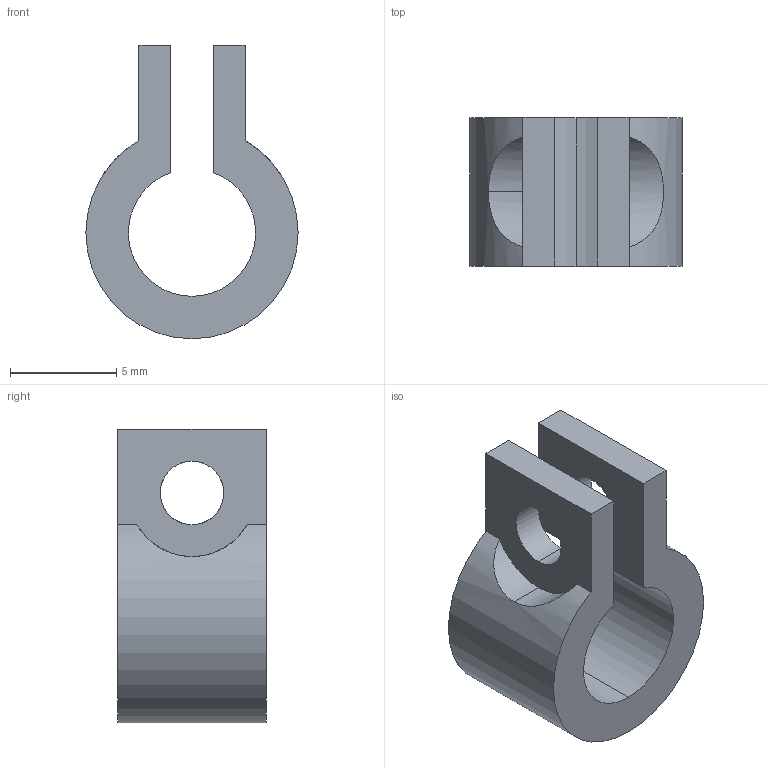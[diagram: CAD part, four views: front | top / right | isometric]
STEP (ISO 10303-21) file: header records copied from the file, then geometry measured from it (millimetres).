
FILE_DESCRIPTION (( 'STEP AP214' ), '1' );
FILE_NAME ('free_collar.STEP', '2021-05-31T22:44:41', ( '' ), ( '' ), 'SwSTEP 2.0', 'SolidWorks 2021', '' );
FILE_SCHEMA (( 'AUTOMOTIVE_DESIGN' ));
Length unit declared in the file: millimetre
Products named in the file (1): free_collar
Bounding box: 10 x 7 x 13.83 mm (x, y, z)
Volume: 381.1 mm3; surface area: 594.9 mm2
Topology: 1 solids, 1 shells, 19 faces, 55 edges, 38 vertices
Faces by surface type: cylinder 11, plane 8
Entity records: 735 total; most frequent: CARTESIAN_POINT 180, ORIENTED_EDGE 110, DIRECTION 107, EDGE_CURVE 55, AXIS2_PLACEMENT_3D 39, VERTEX_POINT 38, LINE 29, VECTOR 29
